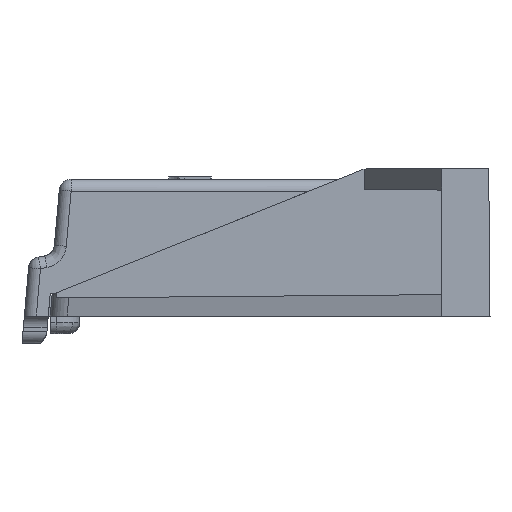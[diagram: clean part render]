
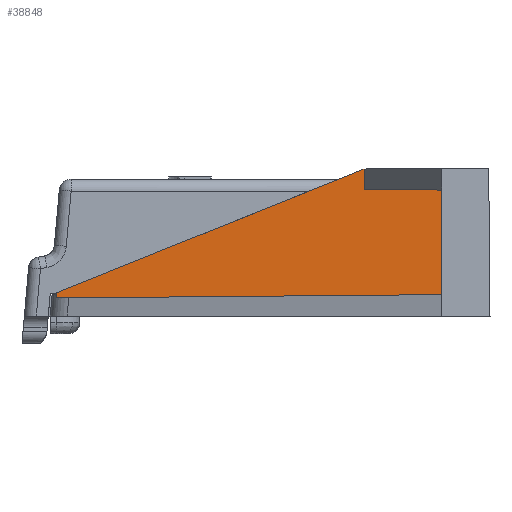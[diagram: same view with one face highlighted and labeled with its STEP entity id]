
A CAD part, left-side view. The second image highlights one B-rep face of the part: STEP entity #38848.
In plain terms, the highlighted planar face has unit normal (-1, 0.009, 0).
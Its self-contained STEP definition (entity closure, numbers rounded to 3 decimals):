
#20 = EDGE_CURVE ( 'NONE', #7396, #25076, #15343, .T. ) ;
#651 =( BOUNDED_CURVE ( )  B_SPLINE_CURVE ( 3, ( #21086, #39784, #28129, #31571 ),
 .UNSPECIFIED., .F., .T. ) 
 B_SPLINE_CURVE_WITH_KNOTS ( ( 4, 4 ),
 ( 2.192, 2.196 ),
 .UNSPECIFIED. ) 
 CURVE ( )  GEOMETRIC_REPRESENTATION_ITEM ( )  RATIONAL_B_SPLINE_CURVE ( ( 1., 1., 1., 1. ) ) 
 REPRESENTATION_ITEM ( '' )  );
#653 = VERTEX_POINT ( 'NONE', #8337 ) ;
#1153 = VERTEX_POINT ( 'NONE', #4688 ) ;
#2676 = ORIENTED_EDGE ( 'NONE', *, *, #9175, .T. ) ;
#3151 = CARTESIAN_POINT ( 'NONE',  ( -52.896, -6.038, 1.796 ) ) ;
#3359 = VERTEX_POINT ( 'NONE', #35169 ) ;
#4004 = EDGE_CURVE ( 'NONE', #7396, #653, #20408, .T. ) ;
#4688 = CARTESIAN_POINT ( 'NONE',  ( -52.843, 0.037, 12.354 ) ) ;
#4850 = ORIENTED_EDGE ( 'NONE', *, *, #20, .F. ) ;
#5119 =( BOUNDED_CURVE ( )  B_SPLINE_CURVE ( 3, ( #28122, #16927, #39068, #43415 ),
 .UNSPECIFIED., .F., .T. ) 
 B_SPLINE_CURVE_WITH_KNOTS ( ( 4, 4 ),
 ( 4.927, 5.096 ),
 .UNSPECIFIED. ) 
 CURVE ( )  GEOMETRIC_REPRESENTATION_ITEM ( )  RATIONAL_B_SPLINE_CURVE ( ( 1., 0.998, 0.998, 1. ) ) 
 REPRESENTATION_ITEM ( '' )  );
#6674 = DIRECTION ( 'NONE',  ( 0., 0., 1. ) ) ;
#7396 = VERTEX_POINT ( 'NONE', #8670 ) ;
#7459 = PLANE ( 'NONE',  #47641 ) ;
#8337 = CARTESIAN_POINT ( 'NONE',  ( -52.843, 0.037, 10.657 ) ) ;
#8400 = DIRECTION ( 'NONE',  ( -0.009, -1., 0. ) ) ;
#8670 = CARTESIAN_POINT ( 'NONE',  ( -52.9, -6.5, 10.6 ) ) ;
#9175 = EDGE_CURVE ( 'NONE', #32800, #25076, #43043, .T. ) ;
#9482 = DIRECTION ( 'NONE',  ( -0.009, -1., 0.009 ) ) ;
#11361 = DIRECTION ( 'NONE',  ( -1., 0.009, 0. ) ) ;
#11421 = LINE ( 'NONE', #33551, #32176 ) ;
#14456 = CARTESIAN_POINT ( 'NONE',  ( -52.843, 0.037, 10.6 ) ) ;
#14516 = VECTOR ( 'NONE', #6674, 1000. ) ;
#14976 = ORIENTED_EDGE ( 'NONE', *, *, #44850, .T. ) ;
#15343 = LINE ( 'NONE', #30203, #16282 ) ;
#16240 = DIRECTION ( 'NONE',  ( 0.009, 1., 0.009 ) ) ;
#16282 = VECTOR ( 'NONE', #23124, 1000. ) ;
#16668 = VECTOR ( 'NONE', #16240, 1000. ) ;
#16927 = CARTESIAN_POINT ( 'NONE',  ( -52.842, 0.147, 12.33 ) ) ;
#18230 = DIRECTION ( 'NONE',  ( 0.008, 0.927, -0.374 ) ) ;
#20408 = LINE ( 'NONE', #23792, #16668 ) ;
#20816 = EDGE_CURVE ( 'NONE', #39704, #3359, #11421, .T. ) ;
#21086 = CARTESIAN_POINT ( 'NONE',  ( -52.617, 25.922, 1.952 ) ) ;
#23124 = DIRECTION ( 'NONE',  ( 0., 0., -1. ) ) ;
#23153 = ORIENTED_EDGE ( 'NONE', *, *, #4004, .T. ) ;
#23792 = CARTESIAN_POINT ( 'NONE',  ( -52.896, -6.038, 10.604 ) ) ;
#25076 = VERTEX_POINT ( 'NONE', #47341 ) ;
#27534 = ORIENTED_EDGE ( 'NONE', *, *, #20816, .T. ) ;
#28122 = CARTESIAN_POINT ( 'NONE',  ( -52.843, 0.037, 12.354 ) ) ;
#28129 = CARTESIAN_POINT ( 'NONE',  ( -52.617, 25.944, 1.662 ) ) ;
#30203 = CARTESIAN_POINT ( 'NONE',  ( -52.9, -6.5, 0. ) ) ;
#30334 = CARTESIAN_POINT ( 'NONE',  ( -52.9, -6.5, 0. ) ) ;
#31571 = CARTESIAN_POINT ( 'NONE',  ( -52.617, 25.955, 1.517 ) ) ;
#32176 = VECTOR ( 'NONE', #18230, 1000. ) ;
#32800 = VERTEX_POINT ( 'NONE', #37614 ) ;
#32990 = EDGE_CURVE ( 'NONE', #1153, #39704, #5119, .T. ) ;
#33551 = CARTESIAN_POINT ( 'NONE',  ( -52.806, 4.299, 10.667 ) ) ;
#35169 = CARTESIAN_POINT ( 'NONE',  ( -52.617, 25.922, 1.952 ) ) ;
#37614 = CARTESIAN_POINT ( 'NONE',  ( -52.617, 25.955, 1.517 ) ) ;
#38465 = ORIENTED_EDGE ( 'NONE', *, *, #32990, .T. ) ;
#38848 = ADVANCED_FACE ( 'NONE', ( #45365 ), #7459, .T. ) ;
#39068 = CARTESIAN_POINT ( 'NONE',  ( -52.841, 0.255, 12.297 ) ) ;
#39704 = VERTEX_POINT ( 'NONE', #42194 ) ;
#39784 = CARTESIAN_POINT ( 'NONE',  ( -52.617, 25.933, 1.807 ) ) ;
#41245 = VECTOR ( 'NONE', #9482, 1000. ) ;
#41450 = EDGE_CURVE ( 'NONE', #3359, #32800, #651, .T. ) ;
#42194 = CARTESIAN_POINT ( 'NONE',  ( -52.84, 0.36, 12.255 ) ) ;
#43043 = LINE ( 'NONE', #3151, #41245 ) ;
#43370 = EDGE_LOOP ( 'NONE', ( #14976, #38465, #27534, #44579, #2676, #4850, #23153 ) ) ;
#43415 = CARTESIAN_POINT ( 'NONE',  ( -52.84, 0.36, 12.255 ) ) ;
#44091 = LINE ( 'NONE', #14456, #14516 ) ;
#44579 = ORIENTED_EDGE ( 'NONE', *, *, #41450, .T. ) ;
#44850 = EDGE_CURVE ( 'NONE', #653, #1153, #44091, .T. ) ;
#45365 = FACE_OUTER_BOUND ( 'NONE', #43370, .T. ) ;
#47341 = CARTESIAN_POINT ( 'NONE',  ( -52.9, -6.5, 1.8 ) ) ;
#47641 = AXIS2_PLACEMENT_3D ( 'NONE', #30334, #11361, #8400 ) ;
